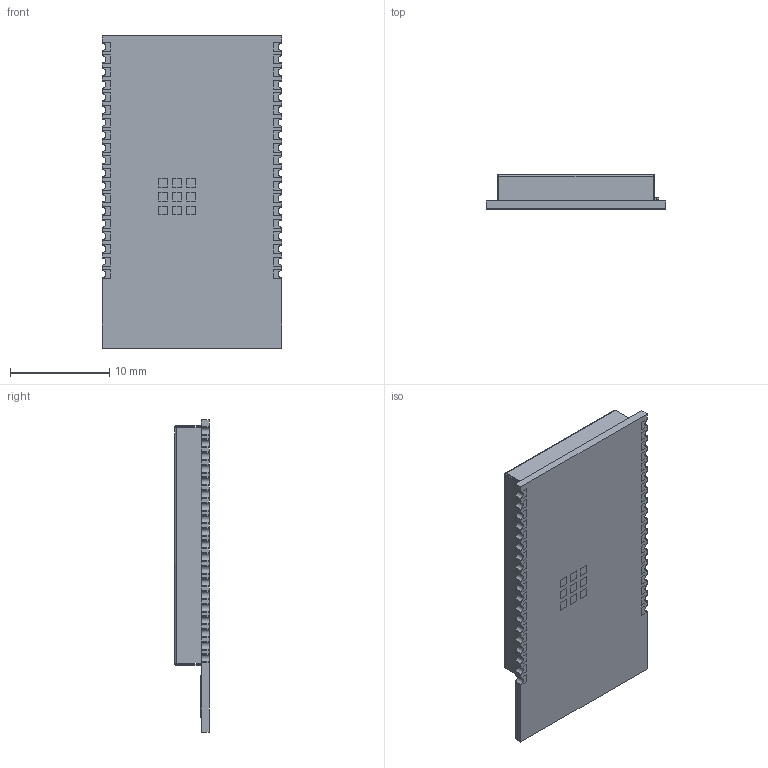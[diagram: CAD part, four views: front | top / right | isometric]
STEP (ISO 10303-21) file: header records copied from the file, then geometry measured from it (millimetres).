
FILE_DESCRIPTION (( 'STEP AP214' ), '1' );
FILE_NAME ('ESP32-WROVER-E-N4R8.STEP', '2023-04-01T06:10:10', ( '' ), ( '' ), 'SwSTEP 2.0', 'SolidWorks 2021', '' );
FILE_SCHEMA (( 'AUTOMOTIVE_DESIGN' ));
Length unit declared in the file: millimetre
Products named in the file (3): ESP32-WROVER-E-N4R8 board; ESP32-WROVER-E-N4R8; UFL connector
Assembly tree (2 placements, depth 2):
  ESP32-WROVER-E-N4R8
    ESP32-WROVER-E-N4R8 board
    UFL connector
Bounding box: 18 x 3.45 x 31.4 mm (x, y, z)
Volume: 506 mm3; surface area: 2571.4 mm2
Topology: 53 solids, 53 shells, 870 faces, 2201 edges, 1447 vertices
Faces by surface type: plane 751, cylinder 99, bspline 12, cone 6, sphere 2
Entity records: 26674 total; most frequent: CARTESIAN_POINT 5193, ORIENTED_EDGE 4394, DIRECTION 3995, EDGE_CURVE 2197, LINE 2021, VECTOR 2021, VERTEX_POINT 1445, AXIS2_PLACEMENT_3D 987
